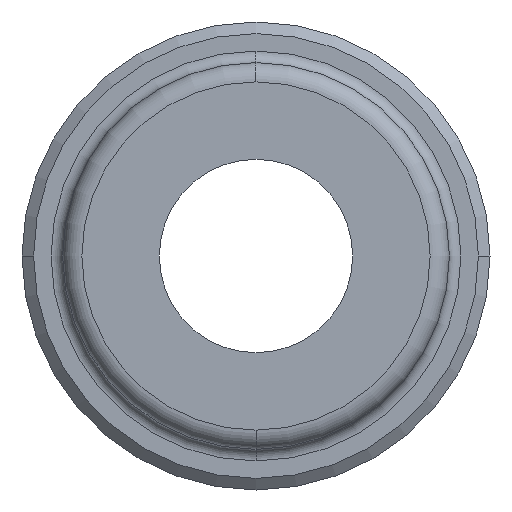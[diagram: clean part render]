
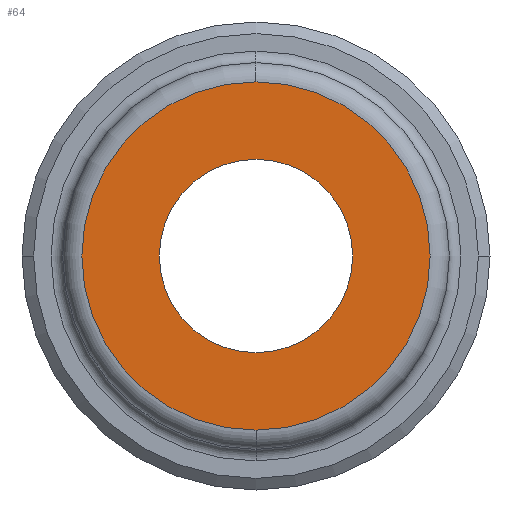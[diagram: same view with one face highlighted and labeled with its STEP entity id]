
A CAD part, front view. The second image highlights one B-rep face of the part: STEP entity #64.
In plain terms, the highlighted planar face has unit normal (0, -1, 0).
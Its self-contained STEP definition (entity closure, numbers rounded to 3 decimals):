
#64=ADVANCED_FACE('',(#125,#126),#127,.T.);
#125=FACE_OUTER_BOUND('',#215,.T.);
#126=FACE_BOUND('',#216,.T.);
#127=PLANE('',#217);
#215=EDGE_LOOP('',(#403,#404,#405));
#216=EDGE_LOOP('',(#406,#407));
#217=AXIS2_PLACEMENT_3D('',#408,#409,#410);
#403=ORIENTED_EDGE('',*,*,#648,.F.);
#404=ORIENTED_EDGE('',*,*,#647,.F.);
#405=ORIENTED_EDGE('',*,*,#651,.F.);
#406=ORIENTED_EDGE('',*,*,#652,.T.);
#407=ORIENTED_EDGE('',*,*,#582,.T.);
#408=CARTESIAN_POINT('',(3.518,-41.0,0.0));
#409=DIRECTION('',(0.,-1.0,0.0));
#410=DIRECTION('',(-1.0,0.,0.0));
#582=EDGE_CURVE('',#677,#674,#678,.T.);
#647=EDGE_CURVE('',#791,#794,#795,.T.);
#648=EDGE_CURVE('',#794,#796,#797,.T.);
#651=EDGE_CURVE('',#796,#791,#800,.T.);
#652=EDGE_CURVE('',#674,#677,#801,.T.);
#674=VERTEX_POINT('',#824);
#677=VERTEX_POINT('',#828);
#678=CIRCLE('',#829,2.512);
#791=VERTEX_POINT('',#971);
#794=VERTEX_POINT('',#974);
#795=CIRCLE('',#975,4.525);
#796=VERTEX_POINT('',#976);
#797=CIRCLE('',#977,4.525);
#800=CIRCLE('',#980,4.525);
#801=CIRCLE('',#981,2.512);
#824=CARTESIAN_POINT('',(2.512,-41.0,0.0));
#828=CARTESIAN_POINT('',(-2.512,-41.0,0.));
#829=AXIS2_PLACEMENT_3D('',#1005,#1006,#1007);
#971=CARTESIAN_POINT('',(0.,-41.0,4.525));
#974=CARTESIAN_POINT('',(4.525,-41.0,0.0));
#975=AXIS2_PLACEMENT_3D('',#1142,#1143,#1144);
#976=CARTESIAN_POINT('',(0.,-41.0,-4.525));
#977=AXIS2_PLACEMENT_3D('',#1145,#1146,#1147);
#980=AXIS2_PLACEMENT_3D('',#1154,#1155,#1156);
#981=AXIS2_PLACEMENT_3D('',#1157,#1158,#1159);
#1005=CARTESIAN_POINT('',(0.0,-41.0,0.0));
#1006=DIRECTION('',(-0.0,1.0,0.0));
#1007=DIRECTION('',(1.0,0.0,0.0));
#1142=CARTESIAN_POINT('',(0.0,-41.0,0.0));
#1143=DIRECTION('',(-0.0,1.0,0.0));
#1144=DIRECTION('',(1.0,0.0,0.0));
#1145=CARTESIAN_POINT('',(0.0,-41.0,0.0));
#1146=DIRECTION('',(-0.0,1.0,0.0));
#1147=DIRECTION('',(1.0,0.0,0.0));
#1154=CARTESIAN_POINT('',(0.0,-41.0,0.0));
#1155=DIRECTION('',(-0.0,1.0,0.0));
#1156=DIRECTION('',(1.0,0.0,0.0));
#1157=CARTESIAN_POINT('',(0.0,-41.0,0.0));
#1158=DIRECTION('',(-0.0,1.0,0.0));
#1159=DIRECTION('',(1.0,0.0,0.0));
